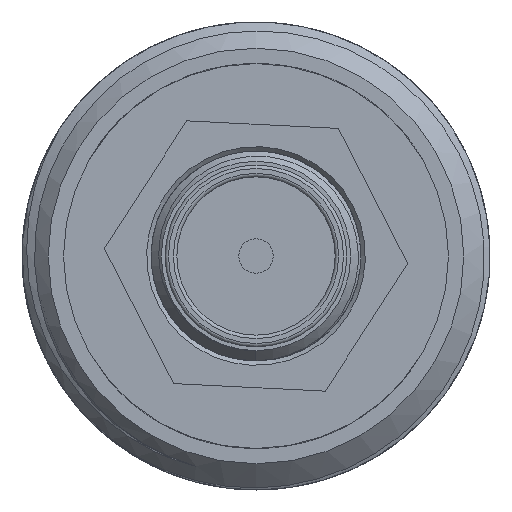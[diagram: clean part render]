
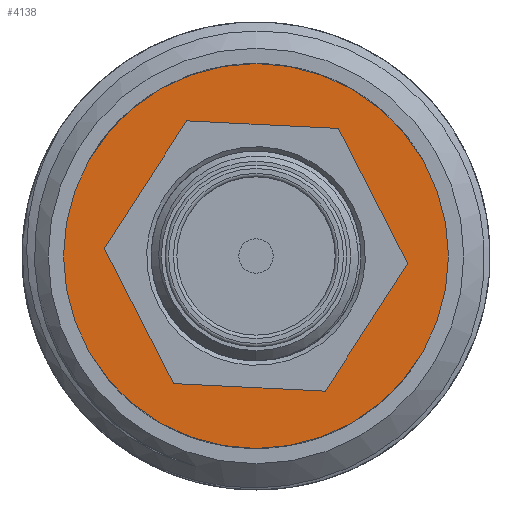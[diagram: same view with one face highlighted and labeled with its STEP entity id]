
A CAD part, front view. The second image highlights one B-rep face of the part: STEP entity #4138.
In plain terms, the highlighted planar face has unit normal (0, -1, 0).
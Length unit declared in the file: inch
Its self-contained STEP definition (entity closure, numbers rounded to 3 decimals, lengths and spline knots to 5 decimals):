
#206 = CARTESIAN_POINT ( 'NONE',  ( 0.22, -0.58, 0. ) ) ;
#905 = EDGE_CURVE ( 'NONE', #5993, #5993, #3257, .T. ) ;
#1803 = DIRECTION ( 'NONE',  ( 0., 1., 0. ) ) ;
#2936 = EDGE_LOOP ( 'NONE', ( #6156 ) ) ;
#3202 = PLANE ( 'NONE',  #8199 ) ;
#3231 = DIRECTION ( 'NONE',  ( 0., 1., 0. ) ) ;
#3257 = CIRCLE ( 'NONE', #4890, 0.22 ) ;
#4118 = VERTEX_POINT ( 'NONE', #9701 ) ;
#4138 = ADVANCED_FACE ( 'NONE', ( #10653, #6115 ), #3202, .F. ) ;
#4890 = AXIS2_PLACEMENT_3D ( 'NONE', #7946, #7987, #8020 ) ;
#5993 = VERTEX_POINT ( 'NONE', #206 ) ;
#6115 = FACE_BOUND ( 'NONE', #9938, .T. ) ;
#6156 = ORIENTED_EDGE ( 'NONE', *, *, #905, .F. ) ;
#6900 = CARTESIAN_POINT ( 'NONE',  ( 0., -0.58, 0. ) ) ;
#7096 = AXIS2_PLACEMENT_3D ( 'NONE', #6900, #1803, #7760 ) ;
#7760 = DIRECTION ( 'NONE',  ( 1., 0., 0. ) ) ;
#7946 = CARTESIAN_POINT ( 'NONE',  ( 0., -0.58, 0. ) ) ;
#7987 = DIRECTION ( 'NONE',  ( 0., 1., 0. ) ) ;
#8020 = DIRECTION ( 'NONE',  ( 1., 0., 0. ) ) ;
#8199 = AXIS2_PLACEMENT_3D ( 'NONE', #8363, #3231, #9232 ) ;
#8363 = CARTESIAN_POINT ( 'NONE',  ( 0., -0.58, 0. ) ) ;
#8465 = EDGE_CURVE ( 'NONE', #4118, #4118, #9135, .T. ) ;
#8764 = ORIENTED_EDGE ( 'NONE', *, *, #8465, .T. ) ;
#9135 = CIRCLE ( 'NONE', #7096, 0.127 ) ;
#9232 = DIRECTION ( 'NONE',  ( 1., 0., 0. ) ) ;
#9701 = CARTESIAN_POINT ( 'NONE',  ( 0.127, -0.58, 0. ) ) ;
#9938 = EDGE_LOOP ( 'NONE', ( #8764 ) ) ;
#10653 = FACE_OUTER_BOUND ( 'NONE', #2936, .T. ) ;
